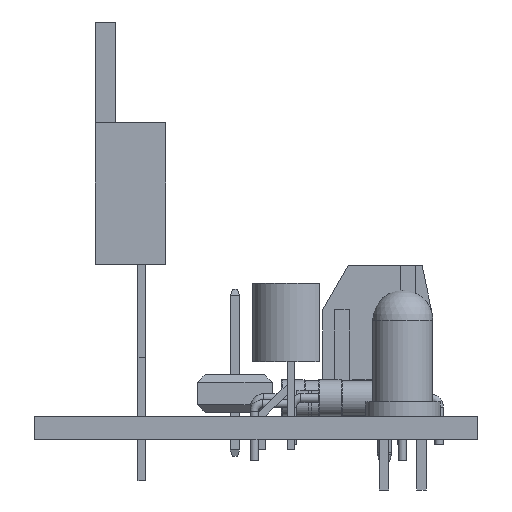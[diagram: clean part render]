
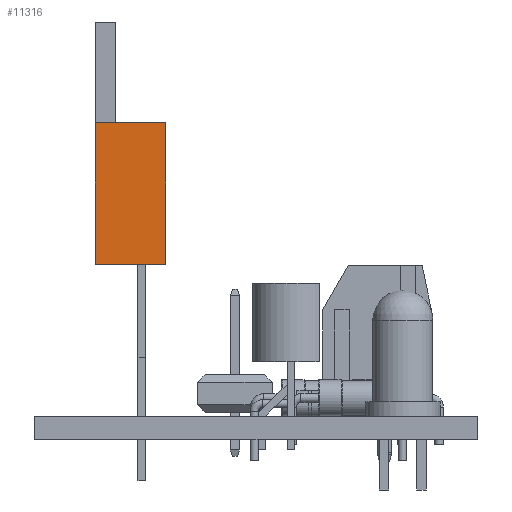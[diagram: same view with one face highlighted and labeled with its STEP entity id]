
A CAD part, left-side view. The second image highlights one B-rep face of the part: STEP entity #11316.
In plain terms, the highlighted planar face has unit normal (-1, 0, 0).
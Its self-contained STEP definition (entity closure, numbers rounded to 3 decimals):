
#466=PLANE('',#12234);
#988=FACE_OUTER_BOUND('',#1764,.T.);
#1764=EDGE_LOOP('',(#8305,#8306,#8307,#8308));
#2475=LINE('',#16985,#3591);
#2481=LINE('',#16997,#3597);
#2482=LINE('',#16999,#3598);
#2483=LINE('',#17000,#3599);
#3591=VECTOR('',#13795,1.);
#3597=VECTOR('',#13805,1.);
#3598=VECTOR('',#13806,1.);
#3599=VECTOR('',#13807,1.);
#5207=VERTEX_POINT('',#16981);
#5209=VERTEX_POINT('',#16984);
#5213=VERTEX_POINT('',#16996);
#5214=VERTEX_POINT('',#16998);
#6366=EDGE_CURVE('',#5207,#5209,#2475,.T.);
#6372=EDGE_CURVE('',#5207,#5213,#2481,.T.);
#6373=EDGE_CURVE('',#5213,#5214,#2482,.T.);
#6374=EDGE_CURVE('',#5214,#5209,#2483,.T.);
#8305=ORIENTED_EDGE('',*,*,#6372,.T.);
#8306=ORIENTED_EDGE('',*,*,#6373,.T.);
#8307=ORIENTED_EDGE('',*,*,#6374,.T.);
#8308=ORIENTED_EDGE('',*,*,#6366,.F.);
#11316=ADVANCED_FACE('',(#988),#466,.F.);
#12234=AXIS2_PLACEMENT_3D('',#16995,#13803,#13804);
#13795=DIRECTION('',(0.,0.,-1.));
#13803=DIRECTION('center_axis',(1.,0.,0.));
#13804=DIRECTION('ref_axis',(0.,1.,0.));
#13805=DIRECTION('',(0.,1.,0.));
#13806=DIRECTION('',(0.,0.,-1.));
#13807=DIRECTION('',(0.,-1.,0.));
#16981=CARTESIAN_POINT('',(-5.34,-4.19,20.01));
#16984=CARTESIAN_POINT('',(-5.34,-4.19,10.35));
#16985=CARTESIAN_POINT('',(-5.34,-4.19,26.86));
#16995=CARTESIAN_POINT('Origin',(-5.34,-4.19,26.86));
#16996=CARTESIAN_POINT('',(-5.34,0.63,20.01));
#16997=CARTESIAN_POINT('',(-5.34,-4.19,20.01));
#16998=CARTESIAN_POINT('',(-5.34,0.63,10.35));
#16999=CARTESIAN_POINT('',(-5.34,0.63,26.86));
#17000=CARTESIAN_POINT('',(-5.34,-4.19,10.35));
